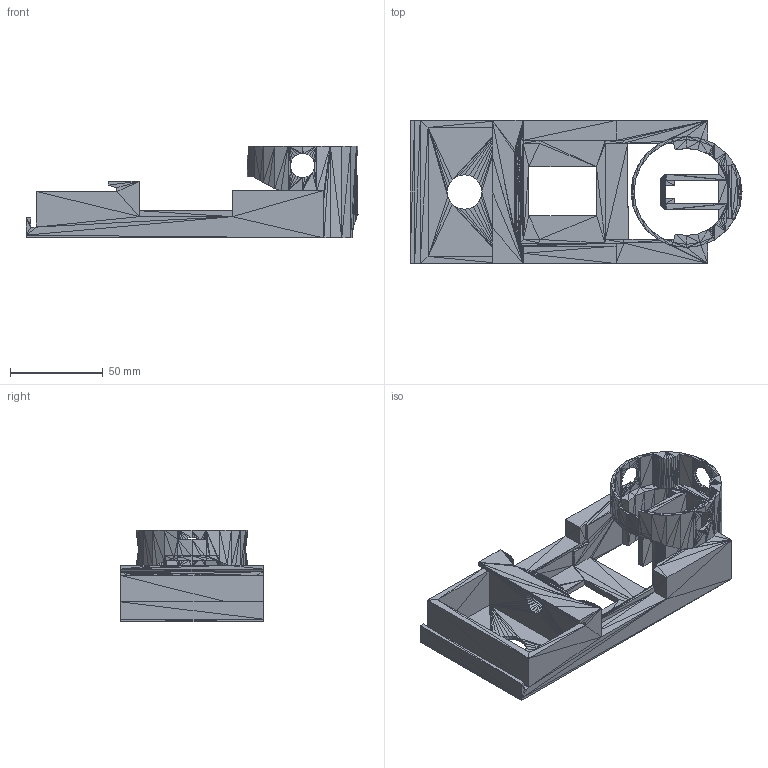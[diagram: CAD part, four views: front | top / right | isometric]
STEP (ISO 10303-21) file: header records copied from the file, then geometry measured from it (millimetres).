
FILE_DESCRIPTION(('FreeCAD Model'),'2;1');
FILE_NAME('Open CASCADE Shape Model','2025-06-10T21:51:23',('Author'),( ''),'Open CASCADE STEP processor 7.7','FreeCAD','Unknown');
FILE_SCHEMA(('AUTOMOTIVE_DESIGN { 1 0 10303 214 1 1 1 1 }'));
Products named in the file (1): __base001 (Solid)
Bounding box: 179.46 x 77.28 x 49.64 mm (x, y, z)
Volume: 145.4 mm3; surface area: 58287.3 mm2
Topology: 1 solids, 3 shells, 1726 faces, 2590 edges, 849 vertices
Faces by surface type: plane 1726
Entity records: 67282 total; most frequent: DIRECTION 11215, CARTESIAN_POINT 10337, LINE 7761, VECTOR 7761, ORIENTED_EDGE 5178, PCURVE 5171, DEFINITIONAL_REPRESENTATION 5171, EDGE_CURVE 2590
